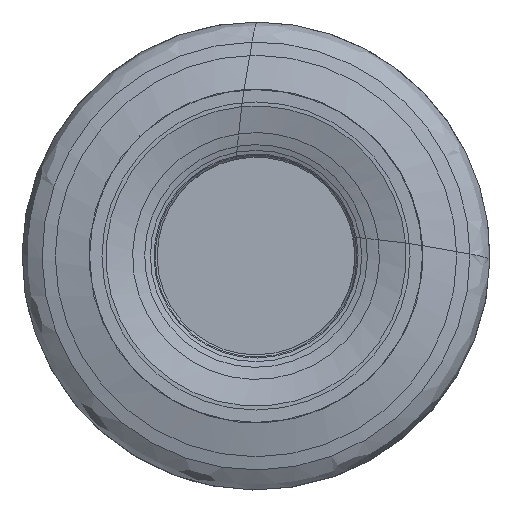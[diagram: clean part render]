
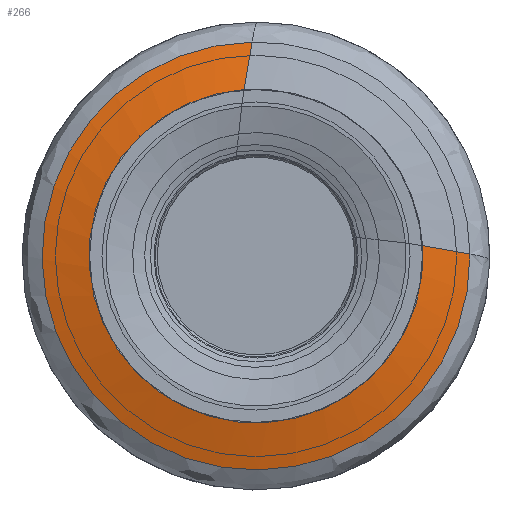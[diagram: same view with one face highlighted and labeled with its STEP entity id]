
A CAD part, left-side view. The second image highlights one B-rep face of the part: STEP entity #266.
In plain terms, the highlighted free-form (B-spline) face has degree [1, 3] with [2, 7] control points.
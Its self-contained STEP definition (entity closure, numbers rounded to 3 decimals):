
#52=LINE('',#1787,#80);
#53=LINE('',#1788,#81);
#80=VECTOR('',#1142,1.);
#81=VECTOR('',#1143,1.);
#106=(
BOUNDED_SURFACE()
B_SPLINE_SURFACE(1,3,((#1789,#1790,#1791,#1792,#1793,#1794,#1795),(#1796,
#1797,#1798,#1799,#1800,#1801,#1802)),.UNSPECIFIED.,.F.,.F.,.F.)
B_SPLINE_SURFACE_WITH_KNOTS((2,2),(4,3,4),(0.,1.),(0.,0.5,1.),
 .UNSPECIFIED.)
GEOMETRIC_REPRESENTATION_ITEM()
RATIONAL_B_SPLINE_SURFACE(((1.,0.59,0.59,1.,0.59,
0.59,1.),(1.,0.59,0.59,1.,0.59,
0.59,1.)))
REPRESENTATION_ITEM('')
SURFACE()
);
#266=ADVANCED_FACE('',(#318),#106,.F.);
#318=FACE_OUTER_BOUND('',#398,.T.);
#398=EDGE_LOOP('',(#532,#533,#534,#535));
#532=ORIENTED_EDGE('',*,*,#786,.F.);
#533=ORIENTED_EDGE('',*,*,#787,.F.);
#534=ORIENTED_EDGE('',*,*,#783,.T.);
#535=ORIENTED_EDGE('',*,*,#788,.F.);
#702=VERTEX_POINT('',#1766);
#703=VERTEX_POINT('',#1767);
#704=VERTEX_POINT('',#1785);
#705=VERTEX_POINT('',#1786);
#783=EDGE_CURVE('',#702,#703,#863,.T.);
#786=EDGE_CURVE('',#704,#705,#864,.T.);
#787=EDGE_CURVE('',#702,#704,#52,.T.);
#788=EDGE_CURVE('',#705,#703,#53,.T.);
#863=CIRCLE('',#954,7.135);
#864=CIRCLE('',#955,9.143);
#954=AXIS2_PLACEMENT_3D('',#1765,#1136,#1137);
#955=AXIS2_PLACEMENT_3D('',#1784,#1140,#1141);
#1136=DIRECTION('',(1.,0.,0.));
#1137=DIRECTION('',(0.,-0.998,0.062));
#1140=DIRECTION('',(1.,0.,0.));
#1141=DIRECTION('',(0.,-1.,0.009));
#1142=DIRECTION('',(0.249,-0.954,-0.169));
#1143=DIRECTION('',(-0.249,0.16,-0.955));
#1765=CARTESIAN_POINT('',(0.,0.,0.));
#1766=CARTESIAN_POINT('',(0.,-7.121,0.445));
#1767=CARTESIAN_POINT('',(0.,0.51,7.116));
#1784=CARTESIAN_POINT('',(0.528,0.,0.));
#1785=CARTESIAN_POINT('',(0.528,-9.143,0.087));
#1786=CARTESIAN_POINT('',(0.528,0.17,9.142));
#1787=CARTESIAN_POINT('',(0.,-7.121,0.445));
#1788=CARTESIAN_POINT('',(0.,0.51,7.116));
#1789=CARTESIAN_POINT('',(0.,-7.121,0.445));
#1790=CARTESIAN_POINT('',(0.,-7.585,-6.983));
#1791=CARTESIAN_POINT('',(0.,-0.907,-10.27));
#1792=CARTESIAN_POINT('',(0.,4.696,-5.371));
#1793=CARTESIAN_POINT('',(0.,10.299,-0.472));
#1794=CARTESIAN_POINT('',(0.,7.934,6.585));
#1795=CARTESIAN_POINT('',(0.,0.51,7.116));
#1796=CARTESIAN_POINT('',(0.528,-9.143,0.087));
#1797=CARTESIAN_POINT('',(0.528,-9.233,-9.451));
#1798=CARTESIAN_POINT('',(0.528,-0.464,-13.205));
#1799=CARTESIAN_POINT('',(0.528,6.374,-6.555));
#1800=CARTESIAN_POINT('',(0.528,13.212,0.094));
#1801=CARTESIAN_POINT('',(0.528,9.706,8.964));
#1802=CARTESIAN_POINT('',(0.528,0.17,9.142));
